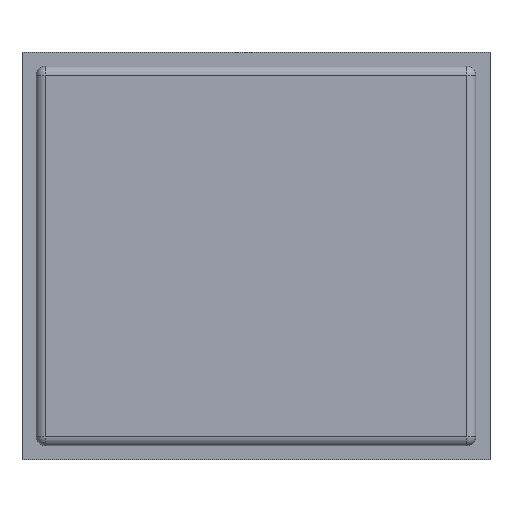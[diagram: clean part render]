
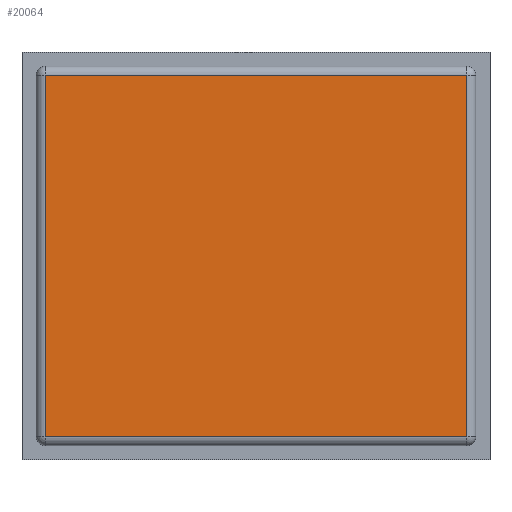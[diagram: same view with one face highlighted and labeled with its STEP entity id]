
A CAD part, front view. The second image highlights one B-rep face of the part: STEP entity #20064.
In plain terms, the highlighted planar face has unit normal (0, -1, 0).
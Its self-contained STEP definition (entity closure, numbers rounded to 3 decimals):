
#829 = ORIENTED_EDGE ( 'NONE', *, *, #18204, .T. ) ;
#1944 = EDGE_CURVE ( 'NONE', #20805, #15025, #18870, .T. ) ;
#2184 = DIRECTION ( 'NONE',  ( 0., 0., -1. ) ) ;
#2309 = PLANE ( 'NONE',  #6385 ) ;
#2348 = CARTESIAN_POINT ( 'NONE',  ( 0., -0.87, -3.85 ) ) ;
#3578 = LINE ( 'NONE', #20454, #7290 ) ;
#6385 = AXIS2_PLACEMENT_3D ( 'NONE', #15441, #17031, #2184 ) ;
#6926 = DIRECTION ( 'NONE',  ( 0., 0., -1. ) ) ;
#7290 = VECTOR ( 'NONE', #10875, 1000. ) ;
#9189 = VERTEX_POINT ( 'NONE', #18822 ) ;
#9924 = CARTESIAN_POINT ( 'NONE',  ( 4.49, -0.87, 3.85 ) ) ;
#10687 = VECTOR ( 'NONE', #19343, 1000. ) ;
#10875 = DIRECTION ( 'NONE',  ( -1., 0., 0. ) ) ;
#11270 = ORIENTED_EDGE ( 'NONE', *, *, #11981, .T. ) ;
#11440 = VECTOR ( 'NONE', #13493, 1000. ) ;
#11981 = EDGE_CURVE ( 'NONE', #15025, #18719, #13616, .T. ) ;
#12014 = VECTOR ( 'NONE', #6926, 1000. ) ;
#12147 = EDGE_CURVE ( 'NONE', #18719, #9189, #3578, .T. ) ;
#13493 = DIRECTION ( 'NONE',  ( 0., 0., 1. ) ) ;
#13616 = LINE ( 'NONE', #22747, #11440 ) ;
#15025 = VERTEX_POINT ( 'NONE', #18629 ) ;
#15441 = CARTESIAN_POINT ( 'NONE',  ( 0., -0.87, 0. ) ) ;
#15984 = CARTESIAN_POINT ( 'NONE',  ( -4.49, -0.87, 0. ) ) ;
#17031 = DIRECTION ( 'NONE',  ( 0., -1., 0. ) ) ;
#18204 = EDGE_CURVE ( 'NONE', #9189, #20805, #21280, .T. ) ;
#18629 = CARTESIAN_POINT ( 'NONE',  ( 4.49, -0.87, -3.85 ) ) ;
#18719 = VERTEX_POINT ( 'NONE', #9924 ) ;
#18822 = CARTESIAN_POINT ( 'NONE',  ( -4.49, -0.87, 3.85 ) ) ;
#18870 = LINE ( 'NONE', #2348, #10687 ) ;
#19343 = DIRECTION ( 'NONE',  ( 1., 0., 0. ) ) ;
#20064 = ADVANCED_FACE ( 'NONE', ( #20401 ), #2309, .T. ) ;
#20401 = FACE_OUTER_BOUND ( 'NONE', #21701, .T. ) ;
#20454 = CARTESIAN_POINT ( 'NONE',  ( 0., -0.87, 3.85 ) ) ;
#20698 = ORIENTED_EDGE ( 'NONE', *, *, #1944, .T. ) ;
#20805 = VERTEX_POINT ( 'NONE', #21358 ) ;
#21265 = ORIENTED_EDGE ( 'NONE', *, *, #12147, .T. ) ;
#21280 = LINE ( 'NONE', #15984, #12014 ) ;
#21358 = CARTESIAN_POINT ( 'NONE',  ( -4.49, -0.87, -3.85 ) ) ;
#21701 = EDGE_LOOP ( 'NONE', ( #11270, #21265, #829, #20698 ) ) ;
#22747 = CARTESIAN_POINT ( 'NONE',  ( 4.49, -0.87, 0. ) ) ;
